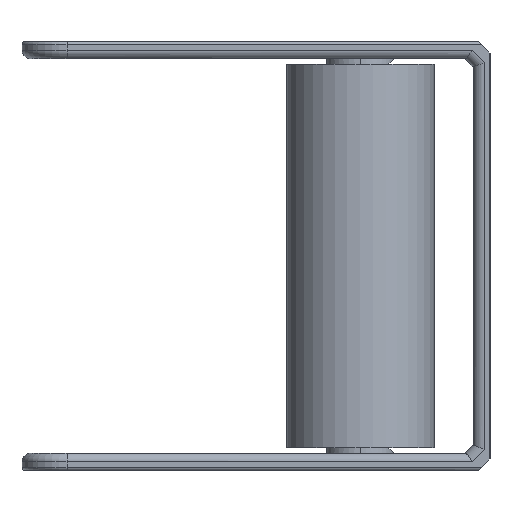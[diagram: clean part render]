
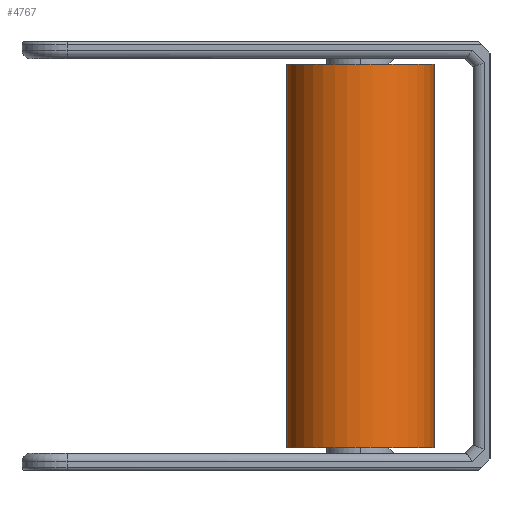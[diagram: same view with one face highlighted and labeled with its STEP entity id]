
A CAD part, left-side view. The second image highlights one B-rep face of the part: STEP entity #4767.
In plain terms, the highlighted cylindrical face has radius 13.1 mm (diameter 26.2 mm), a full revolution.
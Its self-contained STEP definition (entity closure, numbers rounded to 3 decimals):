
#239=CYLINDRICAL_SURFACE('',#5442,13.1);
#571=CIRCLE('',#5436,13.1);
#575=CIRCLE('',#5443,13.1);
#878=FACE_OUTER_BOUND('',#1190,.T.);
#1190=EDGE_LOOP('',(#4355,#4356,#4357,#4358));
#1535=LINE('',#8518,#1870);
#1870=VECTOR('',#7065,13.1);
#2303=VERTEX_POINT('',#8503);
#2307=VERTEX_POINT('',#8516);
#2986=EDGE_CURVE('',#2303,#2303,#571,.T.);
#2992=EDGE_CURVE('',#2307,#2307,#575,.T.);
#2993=EDGE_CURVE('',#2307,#2303,#1535,.T.);
#4355=ORIENTED_EDGE('',*,*,#2992,.F.);
#4356=ORIENTED_EDGE('',*,*,#2993,.T.);
#4357=ORIENTED_EDGE('',*,*,#2986,.F.);
#4358=ORIENTED_EDGE('',*,*,#2993,.F.);
#4767=ADVANCED_FACE('',(#878),#239,.T.);
#5436=AXIS2_PLACEMENT_3D('',#8504,#7047,#7048);
#5442=AXIS2_PLACEMENT_3D('',#8515,#7061,#7062);
#5443=AXIS2_PLACEMENT_3D('',#8517,#7063,#7064);
#7047=DIRECTION('center_axis',(0.,0.,-1.));
#7048=DIRECTION('ref_axis',(1.,0.,0.));
#7061=DIRECTION('center_axis',(0.,0.,1.));
#7062=DIRECTION('ref_axis',(1.,0.,0.));
#7063=DIRECTION('center_axis',(0.,0.,1.));
#7064=DIRECTION('ref_axis',(1.,0.,0.));
#7065=DIRECTION('',(0.,0.,-1.));
#8503=CARTESIAN_POINT('',(-93.1,20.,-34.));
#8504=CARTESIAN_POINT('Origin',(-80.,20.,-34.));
#8515=CARTESIAN_POINT('Origin',(-80.,20.,-33.));
#8516=CARTESIAN_POINT('',(-93.1,20.,34.));
#8517=CARTESIAN_POINT('Origin',(-80.,20.,34.));
#8518=CARTESIAN_POINT('',(-93.1,20.,-33.));
